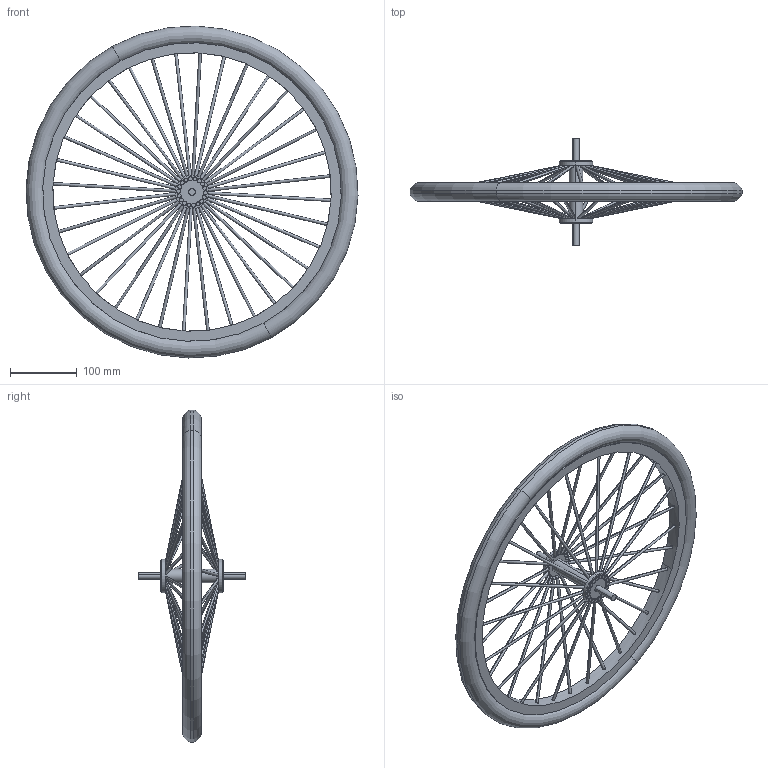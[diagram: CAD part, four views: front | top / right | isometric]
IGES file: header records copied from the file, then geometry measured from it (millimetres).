
Start section: START RECORD GO HERE.
Global section: file name: Simple_Bike_Frontwheel.igs; native system: IBM CATIA IGES - CATIA Version 5 Release 16 ; preprocessor: CATIA Version 5 Release 16 ; author: sbracher; organization: R51; date: 20061121.031401; units: millimetre
Bounding box: 495.86 x 160 x 495.86 mm (x, y, z)
Surface area: 388669 mm2 (no closed solid volume)
Topology: 0 solids, 0 shells, 830 faces, 3460 edges, 3460 vertices
Faces by surface type: revolution 674, plane 156
